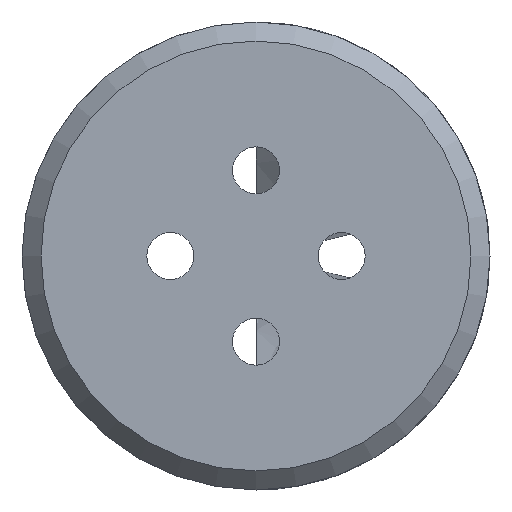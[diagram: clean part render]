
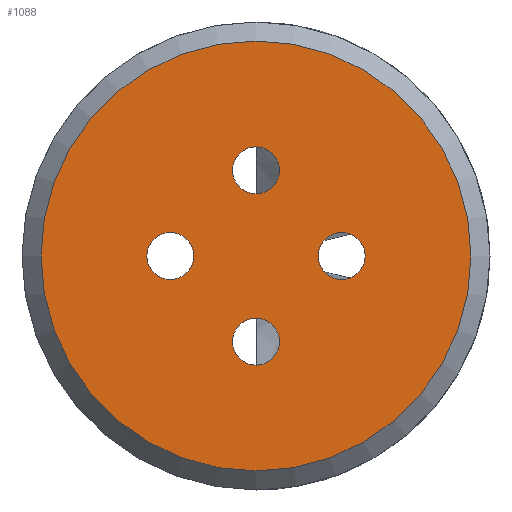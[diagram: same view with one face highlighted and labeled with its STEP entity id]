
A CAD part, left-side view. The second image highlights one B-rep face of the part: STEP entity #1088.
In plain terms, the highlighted planar face has unit normal (-1, 0, 0).
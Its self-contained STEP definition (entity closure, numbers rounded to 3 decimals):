
#39=FACE_BOUND('',#214,.T.);
#40=FACE_BOUND('',#215,.T.);
#41=FACE_BOUND('',#216,.T.);
#42=FACE_BOUND('',#217,.T.);
#52=PLANE('',#1174);
#157=FACE_OUTER_BOUND('',#213,.T.);
#213=EDGE_LOOP('',(#757));
#214=EDGE_LOOP('',(#758));
#215=EDGE_LOOP('',(#759));
#216=EDGE_LOOP('',(#760));
#217=EDGE_LOOP('',(#761));
#424=CIRCLE('',#1167,11.286);
#430=CIRCLE('',#1175,1.23);
#431=CIRCLE('',#1176,1.23);
#432=CIRCLE('',#1177,1.23);
#433=CIRCLE('',#1178,1.23);
#450=VERTEX_POINT('',#1500);
#464=VERTEX_POINT('',#1553);
#465=VERTEX_POINT('',#1555);
#466=VERTEX_POINT('',#1557);
#467=VERTEX_POINT('',#1559);
#565=EDGE_CURVE('',#450,#450,#424,.T.);
#581=EDGE_CURVE('',#464,#464,#430,.T.);
#582=EDGE_CURVE('',#465,#465,#431,.T.);
#583=EDGE_CURVE('',#466,#466,#432,.T.);
#584=EDGE_CURVE('',#467,#467,#433,.T.);
#757=ORIENTED_EDGE('',*,*,#565,.F.);
#758=ORIENTED_EDGE('',*,*,#581,.T.);
#759=ORIENTED_EDGE('',*,*,#582,.T.);
#760=ORIENTED_EDGE('',*,*,#583,.T.);
#761=ORIENTED_EDGE('',*,*,#584,.T.);
#1088=ADVANCED_FACE('',(#157,#39,#40,#41,#42),#52,.T.);
#1167=AXIS2_PLACEMENT_3D('',#1501,#1256,#1257);
#1174=AXIS2_PLACEMENT_3D('',#1552,#1277,#1278);
#1175=AXIS2_PLACEMENT_3D('',#1554,#1279,#1280);
#1176=AXIS2_PLACEMENT_3D('',#1556,#1281,#1282);
#1177=AXIS2_PLACEMENT_3D('',#1558,#1283,#1284);
#1178=AXIS2_PLACEMENT_3D('',#1560,#1285,#1286);
#1256=DIRECTION('center_axis',(1.,0.,0.));
#1257=DIRECTION('ref_axis',(0.,0.,-1.));
#1277=DIRECTION('center_axis',(-1.,0.,0.));
#1278=DIRECTION('ref_axis',(0.,0.,1.));
#1279=DIRECTION('center_axis',(1.,0.,0.));
#1280=DIRECTION('ref_axis',(0.,0.,1.));
#1281=DIRECTION('center_axis',(1.,0.,0.));
#1282=DIRECTION('ref_axis',(0.,0.,1.));
#1283=DIRECTION('center_axis',(1.,0.,0.));
#1284=DIRECTION('ref_axis',(0.,0.,1.));
#1285=DIRECTION('center_axis',(1.,0.,0.));
#1286=DIRECTION('ref_axis',(0.,0.,1.));
#1500=CARTESIAN_POINT('',(-7.989,0.,11.286));
#1501=CARTESIAN_POINT('Origin',(-7.989,0.,0.));
#1552=CARTESIAN_POINT('Origin',(-7.989,-5.952,-7.627));
#1553=CARTESIAN_POINT('',(-7.989,4.5,-1.23));
#1554=CARTESIAN_POINT('Origin',(-7.989,4.5,0.));
#1555=CARTESIAN_POINT('',(-7.989,0.,3.271));
#1556=CARTESIAN_POINT('Origin',(-7.989,0.,4.5));
#1557=CARTESIAN_POINT('',(-7.989,-4.5,-1.23));
#1558=CARTESIAN_POINT('Origin',(-7.989,-4.5,0.));
#1559=CARTESIAN_POINT('',(-7.989,0.,-5.73));
#1560=CARTESIAN_POINT('Origin',(-7.989,0.,-4.5));
